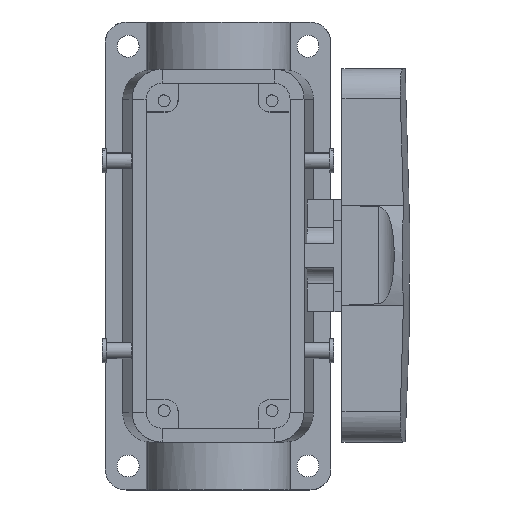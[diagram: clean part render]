
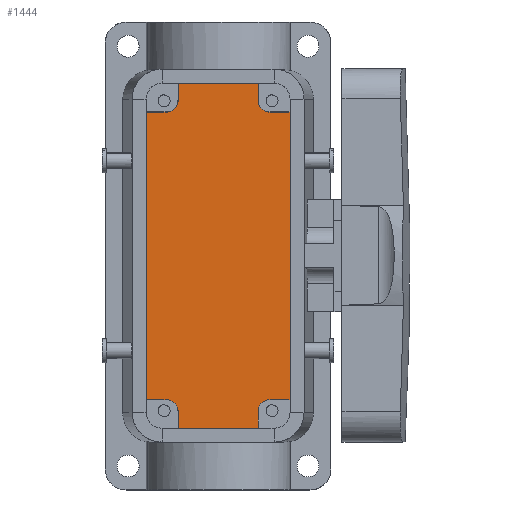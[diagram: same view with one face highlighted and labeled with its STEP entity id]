
A CAD part, top view. The second image highlights one B-rep face of the part: STEP entity #1444.
In plain terms, the highlighted planar face has unit normal (0, 0, 1).
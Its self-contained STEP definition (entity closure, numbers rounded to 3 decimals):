
#422=AXIS2_PLACEMENT_3D('Circle Axis2P3D',#420,#421,$) ;
#571=AXIS2_PLACEMENT_3D('Circle Axis2P3D',#569,#570,$) ;
#1331=AXIS2_PLACEMENT_3D('Plane Axis2P3D',#1328,#1329,#1330) ;
#368=CARTESIAN_POINT('Vertex',(19.,101.65,5.5)) ;
#371=CARTESIAN_POINT('Line Origine',(29.,101.65,5.5)) ;
#375=CARTESIAN_POINT('Vertex',(39.,101.65,5.5)) ;
#396=CARTESIAN_POINT('Line Origine',(39.,99.575,5.5)) ;
#400=CARTESIAN_POINT('Vertex',(39.,97.5,5.5)) ;
#420=CARTESIAN_POINT('Axis2P3D Location',(42.,97.5,5.5)) ;
#424=CARTESIAN_POINT('Vertex',(42.,94.5,5.5)) ;
#566=CARTESIAN_POINT('Vertex',(16.,94.5,5.5)) ;
#569=CARTESIAN_POINT('Axis2P3D Location',(16.,97.5,5.5)) ;
#573=CARTESIAN_POINT('Vertex',(19.,97.5,5.5)) ;
#590=CARTESIAN_POINT('Line Origine',(19.,99.575,5.5)) ;
#1328=CARTESIAN_POINT('Axis2P3D Location',(29.,58.5,5.5)) ;
#1334=CARTESIAN_POINT('Control Point',(16.,22.5,5.5)) ;
#1335=CARTESIAN_POINT('Control Point',(16.339,22.5,5.5)) ;
#1336=CARTESIAN_POINT('Control Point',(16.679,22.452,5.5)) ;
#1337=CARTESIAN_POINT('Control Point',(17.009,22.356,5.5)) ;
#1338=CARTESIAN_POINT('Control Point',(17.634,22.073,5.5)) ;
#1339=CARTESIAN_POINT('Control Point',(18.155,21.628,5.5)) ;
#1340=CARTESIAN_POINT('Control Point',(18.383,21.37,5.5)) ;
#1341=CARTESIAN_POINT('Control Point',(18.717,20.861,5.5)) ;
#1342=CARTESIAN_POINT('Control Point',(18.913,20.287,5.5)) ;
#1343=CARTESIAN_POINT('Control Point',(18.971,20.027,5.5)) ;
#1344=CARTESIAN_POINT('Control Point',(19.,19.764,5.5)) ;
#1345=CARTESIAN_POINT('Control Point',(19.,19.5,5.5)) ;
#1346=CARTESIAN_POINT('Vertex',(19.,19.5,5.5)) ;
#1348=CARTESIAN_POINT('Vertex',(16.,22.5,5.5)) ;
#1351=CARTESIAN_POINT('Line Origine',(19.,17.425,5.5)) ;
#1355=CARTESIAN_POINT('Vertex',(19.,15.35,5.5)) ;
#1358=CARTESIAN_POINT('Line Origine',(29.,15.35,5.5)) ;
#1362=CARTESIAN_POINT('Vertex',(39.,15.35,5.5)) ;
#1365=CARTESIAN_POINT('Line Origine',(39.,17.425,5.5)) ;
#1369=CARTESIAN_POINT('Vertex',(39.,19.5,5.5)) ;
#1373=CARTESIAN_POINT('Control Point',(39.,19.5,5.5)) ;
#1374=CARTESIAN_POINT('Control Point',(39.,19.839,5.5)) ;
#1375=CARTESIAN_POINT('Control Point',(39.048,20.179,5.5)) ;
#1376=CARTESIAN_POINT('Control Point',(39.144,20.509,5.5)) ;
#1377=CARTESIAN_POINT('Control Point',(39.427,21.134,5.5)) ;
#1378=CARTESIAN_POINT('Control Point',(39.872,21.655,5.5)) ;
#1379=CARTESIAN_POINT('Control Point',(40.13,21.883,5.5)) ;
#1380=CARTESIAN_POINT('Control Point',(40.639,22.217,5.5)) ;
#1381=CARTESIAN_POINT('Control Point',(41.213,22.413,5.5)) ;
#1382=CARTESIAN_POINT('Control Point',(41.473,22.471,5.5)) ;
#1383=CARTESIAN_POINT('Control Point',(41.736,22.5,5.5)) ;
#1384=CARTESIAN_POINT('Control Point',(42.,22.5,5.5)) ;
#1385=CARTESIAN_POINT('Vertex',(42.,22.5,5.5)) ;
#1388=CARTESIAN_POINT('Line Origine',(44.5,22.5,5.5)) ;
#1392=CARTESIAN_POINT('Vertex',(47.,22.5,5.5)) ;
#1395=CARTESIAN_POINT('Line Origine',(47.,58.5,5.5)) ;
#1399=CARTESIAN_POINT('Vertex',(47.,94.5,5.5)) ;
#1402=CARTESIAN_POINT('Line Origine',(44.5,94.5,5.5)) ;
#1407=CARTESIAN_POINT('Line Origine',(13.5,94.5,5.5)) ;
#1411=CARTESIAN_POINT('Vertex',(11.,94.5,5.5)) ;
#1414=CARTESIAN_POINT('Line Origine',(11.,58.5,5.5)) ;
#1418=CARTESIAN_POINT('Vertex',(11.,22.5,5.5)) ;
#1421=CARTESIAN_POINT('Line Origine',(13.5,22.5,5.5)) ;
#372=DIRECTION('Vector Direction',(-1.,0.,0.)) ;
#397=DIRECTION('Vector Direction',(0.,1.,0.)) ;
#421=DIRECTION('Axis2P3D Direction',(0.,-0.,-1.)) ;
#570=DIRECTION('Axis2P3D Direction',(0.,0.,-1.)) ;
#591=DIRECTION('Vector Direction',(0.,1.,0.)) ;
#1329=DIRECTION('Axis2P3D Direction',(-0.,0.,1.)) ;
#1330=DIRECTION('Axis2P3D XDirection',(0.,-1.,0.)) ;
#1352=DIRECTION('Vector Direction',(0.,-1.,0.)) ;
#1359=DIRECTION('Vector Direction',(1.,0.,0.)) ;
#1366=DIRECTION('Vector Direction',(0.,-1.,0.)) ;
#1389=DIRECTION('Vector Direction',(-1.,0.,0.)) ;
#1396=DIRECTION('Vector Direction',(0.,-1.,0.)) ;
#1403=DIRECTION('Vector Direction',(-1.,0.,0.)) ;
#1408=DIRECTION('Vector Direction',(1.,0.,0.)) ;
#1415=DIRECTION('Vector Direction',(0.,1.,0.)) ;
#1422=DIRECTION('Vector Direction',(1.,0.,0.)) ;
#373=VECTOR('Line Direction',#372,1.) ;
#398=VECTOR('Line Direction',#397,1.) ;
#592=VECTOR('Line Direction',#591,1.) ;
#1353=VECTOR('Line Direction',#1352,1.) ;
#1360=VECTOR('Line Direction',#1359,1.) ;
#1367=VECTOR('Line Direction',#1366,1.) ;
#1390=VECTOR('Line Direction',#1389,1.) ;
#1397=VECTOR('Line Direction',#1396,1.) ;
#1404=VECTOR('Line Direction',#1403,1.) ;
#1409=VECTOR('Line Direction',#1408,1.) ;
#1416=VECTOR('Line Direction',#1415,1.) ;
#1423=VECTOR('Line Direction',#1422,1.) ;
#1427=ORIENTED_EDGE('',*,*,#1350,.F.) ;
#1428=ORIENTED_EDGE('',*,*,#1357,.T.) ;
#1429=ORIENTED_EDGE('',*,*,#1364,.T.) ;
#1430=ORIENTED_EDGE('',*,*,#1371,.F.) ;
#1431=ORIENTED_EDGE('',*,*,#1387,.F.) ;
#1432=ORIENTED_EDGE('',*,*,#1394,.F.) ;
#1433=ORIENTED_EDGE('',*,*,#1401,.T.) ;
#1434=ORIENTED_EDGE('',*,*,#1406,.T.) ;
#1435=ORIENTED_EDGE('',*,*,#426,.F.) ;
#1436=ORIENTED_EDGE('',*,*,#402,.T.) ;
#1437=ORIENTED_EDGE('',*,*,#377,.T.) ;
#1438=ORIENTED_EDGE('',*,*,#594,.F.) ;
#1439=ORIENTED_EDGE('',*,*,#575,.F.) ;
#1440=ORIENTED_EDGE('',*,*,#1413,.F.) ;
#1441=ORIENTED_EDGE('',*,*,#1420,.T.) ;
#1442=ORIENTED_EDGE('',*,*,#1425,.T.) ;
#1444=ADVANCED_FACE('Housing',(#1443),#1332,.T.) ;
#1333=B_SPLINE_CURVE_WITH_KNOTS('',5,(#1334,#1335,#1336,#1337,#1338,#1339,#1340,#1341,#1342,#1343,#1344,#1345),.UNSPECIFIED.,.F.,.U.,(6,3,3,6),(0.,2.4,4.8,6.664),.UNSPECIFIED.) ;
#1372=B_SPLINE_CURVE_WITH_KNOTS('',5,(#1373,#1374,#1375,#1376,#1377,#1378,#1379,#1380,#1381,#1382,#1383,#1384),.UNSPECIFIED.,.F.,.U.,(6,3,3,6),(0.,2.4,4.8,6.664),.UNSPECIFIED.) ;
#423=CIRCLE('generated circle',#422,3.) ;
#572=CIRCLE('generated circle',#571,3.) ;
#377=EDGE_CURVE('',#376,#369,#374,.T.) ;
#402=EDGE_CURVE('',#401,#376,#399,.T.) ;
#426=EDGE_CURVE('',#401,#425,#423,.F.) ;
#575=EDGE_CURVE('',#567,#574,#572,.F.) ;
#594=EDGE_CURVE('',#574,#369,#593,.T.) ;
#1350=EDGE_CURVE('',#1347,#1349,#1333,.F.) ;
#1357=EDGE_CURVE('',#1347,#1356,#1354,.T.) ;
#1364=EDGE_CURVE('',#1356,#1363,#1361,.T.) ;
#1371=EDGE_CURVE('',#1370,#1363,#1368,.T.) ;
#1387=EDGE_CURVE('',#1386,#1370,#1372,.F.) ;
#1394=EDGE_CURVE('',#1393,#1386,#1391,.T.) ;
#1401=EDGE_CURVE('',#1393,#1400,#1398,.F.) ;
#1406=EDGE_CURVE('',#1400,#425,#1405,.T.) ;
#1413=EDGE_CURVE('',#1412,#567,#1410,.T.) ;
#1420=EDGE_CURVE('',#1412,#1419,#1417,.F.) ;
#1425=EDGE_CURVE('',#1419,#1349,#1424,.T.) ;
#1426=EDGE_LOOP('',(#1427,#1428,#1429,#1430,#1431,#1432,#1433,#1434,#1435,#1436,#1437,#1438,#1439,#1440,#1441,#1442)) ;
#1443=FACE_OUTER_BOUND('',#1426,.T.) ;
#374=LINE('Line',#371,#373) ;
#399=LINE('Line',#396,#398) ;
#593=LINE('Line',#590,#592) ;
#1354=LINE('Line',#1351,#1353) ;
#1361=LINE('Line',#1358,#1360) ;
#1368=LINE('Line',#1365,#1367) ;
#1391=LINE('Line',#1388,#1390) ;
#1398=LINE('Line',#1395,#1397) ;
#1405=LINE('Line',#1402,#1404) ;
#1410=LINE('Line',#1407,#1409) ;
#1417=LINE('Line',#1414,#1416) ;
#1424=LINE('Line',#1421,#1423) ;
#1332=PLANE('',#1331) ;
#369=VERTEX_POINT('',#368) ;
#376=VERTEX_POINT('',#375) ;
#401=VERTEX_POINT('',#400) ;
#425=VERTEX_POINT('',#424) ;
#567=VERTEX_POINT('',#566) ;
#574=VERTEX_POINT('',#573) ;
#1347=VERTEX_POINT('',#1346) ;
#1349=VERTEX_POINT('',#1348) ;
#1356=VERTEX_POINT('',#1355) ;
#1363=VERTEX_POINT('',#1362) ;
#1370=VERTEX_POINT('',#1369) ;
#1386=VERTEX_POINT('',#1385) ;
#1393=VERTEX_POINT('',#1392) ;
#1400=VERTEX_POINT('',#1399) ;
#1412=VERTEX_POINT('',#1411) ;
#1419=VERTEX_POINT('',#1418) ;
